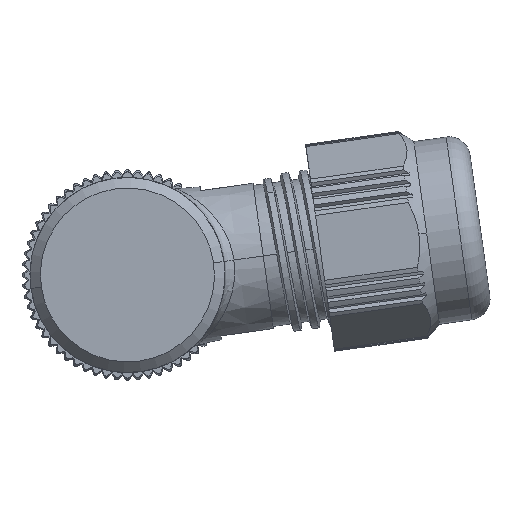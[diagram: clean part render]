
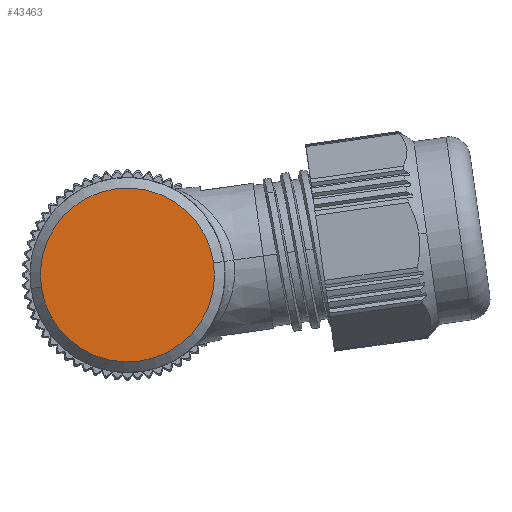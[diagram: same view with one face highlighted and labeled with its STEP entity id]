
A CAD part, front view. The second image highlights one B-rep face of the part: STEP entity #43463.
In plain terms, the highlighted planar face has unit normal (0, -1, 0).
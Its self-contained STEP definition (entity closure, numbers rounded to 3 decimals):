
#3228=CARTESIAN_POINT('',(0.,-33.85,0.));
#3229=DIRECTION('',(0.,1.,0.));
#3230=DIRECTION('',(-0.99,0.,-0.139));
#3231=AXIS2_PLACEMENT_3D('',#3228,#3229,#3230);
#3233=CARTESIAN_POINT('',(0.,-33.85,0.));
#3234=DIRECTION('',(0.,1.,0.));
#3235=DIRECTION('',(-0.139,0.,0.99));
#3236=AXIS2_PLACEMENT_3D('',#3233,#3234,#3235);
#3238=CARTESIAN_POINT('',(0.,-33.85,0.));
#3239=DIRECTION('',(0.,1.,0.));
#3240=DIRECTION('',(0.99,0.,0.139));
#3241=AXIS2_PLACEMENT_3D('',#3238,#3239,#3240);
#3243=CARTESIAN_POINT('',(0.,-33.85,0.));
#3244=DIRECTION('',(0.,1.,0.));
#3245=DIRECTION('',(0.139,0.,-0.99));
#3246=AXIS2_PLACEMENT_3D('',#3243,#3244,#3245);
#33965=CARTESIAN_POINT('',(1.148,-33.85,-8.17));
#33966=CARTESIAN_POINT('',(-8.17,-33.85,-1.148));
#33967=VERTEX_POINT('',#33965);
#33968=VERTEX_POINT('',#33966);
#33969=CARTESIAN_POINT('',(8.17,-33.85,1.148));
#33970=VERTEX_POINT('',#33969);
#33971=CARTESIAN_POINT('',(-1.148,-33.85,8.17));
#33972=VERTEX_POINT('',#33971);
#43450=CARTESIAN_POINT('',(0.,-33.85,0.));
#43451=DIRECTION('',(0.,-1.,0.));
#43452=DIRECTION('',(-0.99,0.,-0.139));
#43453=AXIS2_PLACEMENT_3D('',#43450,#43451,#43452);
#43454=PLANE('',#43453);
#43456=ORIENTED_EDGE('',*,*,#43455,.T.);
#43458=ORIENTED_EDGE('',*,*,#43457,.T.);
#43459=ORIENTED_EDGE('',*,*,#43439,.T.);
#43460=ORIENTED_EDGE('',*,*,#43437,.T.);
#43461=EDGE_LOOP('',(#43456,#43458,#43459,#43460));
#43462=FACE_OUTER_BOUND('',#43461,.F.);
#43463=ADVANCED_FACE('',(#43462),#43454,.T.);
#3232=CIRCLE('',#3231,8.25);
#3237=CIRCLE('',#3236,8.25);
#3242=CIRCLE('',#3241,8.25);
#3247=CIRCLE('',#3246,8.25);
#43437=EDGE_CURVE('',#33967,#33968,#3247,.T.);
#43439=EDGE_CURVE('',#33970,#33967,#3242,.T.);
#43455=EDGE_CURVE('',#33968,#33972,#3232,.T.);
#43457=EDGE_CURVE('',#33972,#33970,#3237,.T.);
